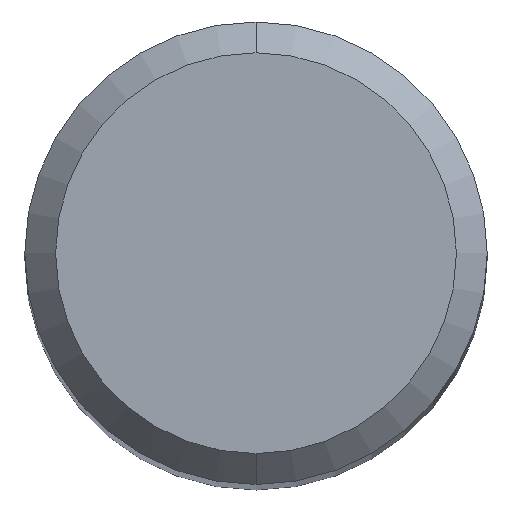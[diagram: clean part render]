
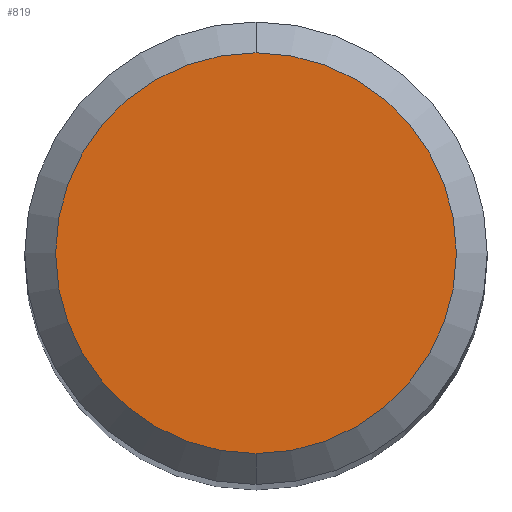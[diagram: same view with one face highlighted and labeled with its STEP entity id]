
A CAD part, top view. The second image highlights one B-rep face of the part: STEP entity #819.
In plain terms, the highlighted planar face has unit normal (0, 0, 1).
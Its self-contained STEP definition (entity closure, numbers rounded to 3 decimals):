
#465=EDGE_CURVE('',#481,#797,#1032,.T.);
#481=VERTEX_POINT('',#1048);
#671=EDGE_CURVE('',#797,#481,#1254,.T.);
#797=VERTEX_POINT('',#1391);
#819=ADVANCED_FACE('',(#1416),#1417,.T.);
#1032=CIRCLE('',#2002,2.6);
#1048=CARTESIAN_POINT('',(0.0,2.6,0.0));
#1254=CIRCLE('',#3668,2.6);
#1391=CARTESIAN_POINT('',(0.,-2.6,0.0));
#1416=FACE_OUTER_BOUND('',#4812,.T.);
#1417=PLANE('',#4813);
#2002=AXIS2_PLACEMENT_3D('',#5285,#5286,#5287);
#3668=AXIS2_PLACEMENT_3D('',#5525,#5526,#5527);
#4812=EDGE_LOOP('',(#5694,#5695));
#4813=AXIS2_PLACEMENT_3D('',#5696,#5697,#5698);
#5285=CARTESIAN_POINT('',(0.0,0.0,0.0));
#5286=DIRECTION('',(0.0,0.0,-1.0));
#5287=DIRECTION('',(0.0,1.0,0.0));
#5525=CARTESIAN_POINT('',(0.0,0.0,0.0));
#5526=DIRECTION('',(0.0,0.0,-1.0));
#5527=DIRECTION('',(0.0,1.0,0.0));
#5694=ORIENTED_EDGE('',*,*,#465,.F.);
#5695=ORIENTED_EDGE('',*,*,#671,.F.);
#5696=CARTESIAN_POINT('',(0.0,1.3,0.0));
#5697=DIRECTION('',(-0.0,0.0,1.0));
#5698=DIRECTION('',(0.0,-1.0,0.0));
